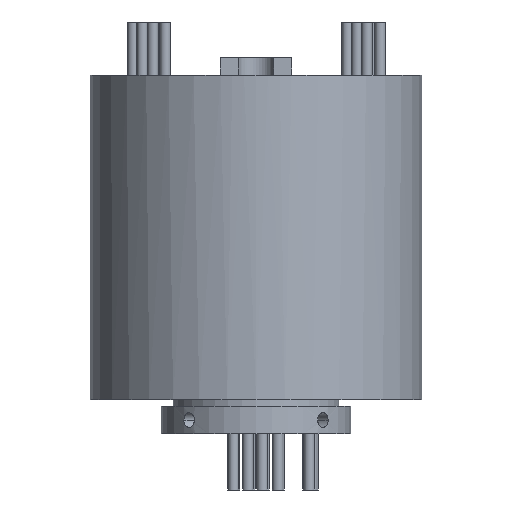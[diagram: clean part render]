
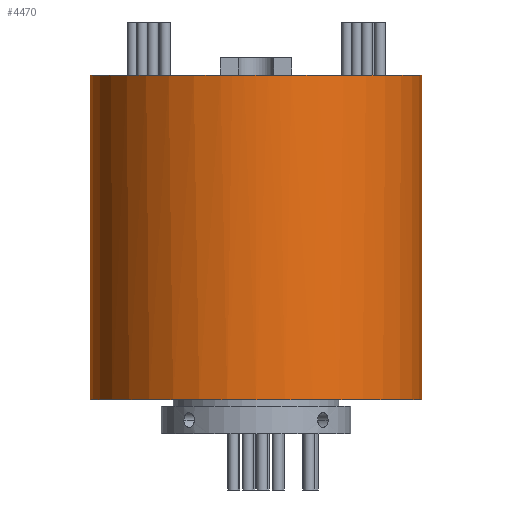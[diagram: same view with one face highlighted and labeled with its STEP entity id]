
A CAD part, front view. The second image highlights one B-rep face of the part: STEP entity #4470.
In plain terms, the highlighted cylindrical face has radius 28 mm (diameter 56 mm), a partial arc.
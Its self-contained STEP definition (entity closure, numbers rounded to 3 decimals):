
#36 = ORIENTED_EDGE ( 'NONE', *, *, #2310, .F. ) ;
#375 = CARTESIAN_POINT ( 'NONE',  ( 28., 0., 5.7 ) ) ;
#438 = CARTESIAN_POINT ( 'NONE',  ( -28., 0., 60.5 ) ) ;
#656 = DIRECTION ( 'NONE',  ( 0., 0., 1. ) ) ;
#747 = CYLINDRICAL_SURFACE ( 'NONE', #5888, 28. ) ;
#762 = CIRCLE ( 'NONE', #4229, 28. ) ;
#775 = EDGE_CURVE ( 'NONE', #5761, #6035, #762, .T. ) ;
#911 = ORIENTED_EDGE ( 'NONE', *, *, #5592, .F. ) ;
#1014 = DIRECTION ( 'NONE',  ( 0., 0., -1. ) ) ;
#1189 = VERTEX_POINT ( 'NONE', #3477 ) ;
#1293 = DIRECTION ( 'NONE',  ( 0., 0., 1. ) ) ;
#1589 = CARTESIAN_POINT ( 'NONE',  ( 0., 0., 60.5 ) ) ;
#1616 = DIRECTION ( 'NONE',  ( -1., 0., 0. ) ) ;
#1645 = DIRECTION ( 'NONE',  ( 0., 0., 1. ) ) ;
#1740 = VERTEX_POINT ( 'NONE', #375 ) ;
#1805 = AXIS2_PLACEMENT_3D ( 'NONE', #3606, #656, #4088 ) ;
#1841 = VERTEX_POINT ( 'NONE', #438 ) ;
#2176 = EDGE_LOOP ( 'NONE', ( #3320, #911, #4391, #36, #3000, #3258, #3828 ) ) ;
#2188 = CARTESIAN_POINT ( 'NONE',  ( 0., 0., 60.5 ) ) ;
#2310 = EDGE_CURVE ( 'NONE', #6329, #5761, #6303, .T. ) ;
#2477 = CARTESIAN_POINT ( 'NONE',  ( 0., 0., 60.5 ) ) ;
#2670 = DIRECTION ( 'NONE',  ( 1., 0., 0. ) ) ;
#2693 = CARTESIAN_POINT ( 'NONE',  ( 6., -27.35, 60.5 ) ) ;
#2957 = CARTESIAN_POINT ( 'NONE',  ( -28., 0., 60.5 ) ) ;
#2960 = DIRECTION ( 'NONE',  ( 1., 0., 0. ) ) ;
#3000 = ORIENTED_EDGE ( 'NONE', *, *, #3502, .F. ) ;
#3242 = DIRECTION ( 'NONE',  ( 0., 0., -1. ) ) ;
#3258 = ORIENTED_EDGE ( 'NONE', *, *, #3939, .T. ) ;
#3279 = VECTOR ( 'NONE', #3242, 1000. ) ;
#3320 = ORIENTED_EDGE ( 'NONE', *, *, #5586, .F. ) ;
#3355 = CIRCLE ( 'NONE', #5498, 28. ) ;
#3477 = CARTESIAN_POINT ( 'NONE',  ( 28., 0., 60.5 ) ) ;
#3502 = EDGE_CURVE ( 'NONE', #1841, #6329, #5871, .T. ) ;
#3606 = CARTESIAN_POINT ( 'NONE',  ( 0., 0., 60.5 ) ) ;
#3783 = VERTEX_POINT ( 'NONE', #6212 ) ;
#3816 = CARTESIAN_POINT ( 'NONE',  ( 0., -28., 60.5 ) ) ;
#3828 = ORIENTED_EDGE ( 'NONE', *, *, #5275, .T. ) ;
#3939 = EDGE_CURVE ( 'NONE', #1841, #3783, #6331, .T. ) ;
#4052 = DIRECTION ( 'NONE',  ( 0., 0., -1. ) ) ;
#4088 = DIRECTION ( 'NONE',  ( 1., 0., 0. ) ) ;
#4219 = CARTESIAN_POINT ( 'NONE',  ( 0., 0., 60.5 ) ) ;
#4229 = AXIS2_PLACEMENT_3D ( 'NONE', #2188, #5584, #2670 ) ;
#4276 = AXIS2_PLACEMENT_3D ( 'NONE', #4219, #1293, #4704 ) ;
#4391 = ORIENTED_EDGE ( 'NONE', *, *, #775, .F. ) ;
#4417 = LINE ( 'NONE', #6140, #3279 ) ;
#4470 = ADVANCED_FACE ( 'NONE', ( #5932 ), #747, .T. ) ;
#4555 = CARTESIAN_POINT ( 'NONE',  ( 0., 0., 5.7 ) ) ;
#4690 = AXIS2_PLACEMENT_3D ( 'NONE', #2477, #5861, #2960 ) ;
#4704 = DIRECTION ( 'NONE',  ( 1., 0., 0. ) ) ;
#5044 = VECTOR ( 'NONE', #1014, 1000. ) ;
#5054 = DIRECTION ( 'NONE',  ( 1., 0., 0. ) ) ;
#5275 = EDGE_CURVE ( 'NONE', #3783, #1740, #3355, .T. ) ;
#5498 = AXIS2_PLACEMENT_3D ( 'NONE', #4555, #1645, #5054 ) ;
#5584 = DIRECTION ( 'NONE',  ( 0., 0., 1. ) ) ;
#5586 = EDGE_CURVE ( 'NONE', #1189, #1740, #4417, .T. ) ;
#5592 = EDGE_CURVE ( 'NONE', #6035, #1189, #5692, .T. ) ;
#5692 = CIRCLE ( 'NONE', #4276, 28. ) ;
#5761 = VERTEX_POINT ( 'NONE', #3816 ) ;
#5861 = DIRECTION ( 'NONE',  ( 0., 0., 1. ) ) ;
#5871 = CIRCLE ( 'NONE', #1805, 28. ) ;
#5872 = CARTESIAN_POINT ( 'NONE',  ( -6., -27.35, 60.5 ) ) ;
#5888 = AXIS2_PLACEMENT_3D ( 'NONE', #1589, #4052, #1616 ) ;
#5932 = FACE_OUTER_BOUND ( 'NONE', #2176, .T. ) ;
#6035 = VERTEX_POINT ( 'NONE', #2693 ) ;
#6140 = CARTESIAN_POINT ( 'NONE',  ( 28., 0., 60.5 ) ) ;
#6212 = CARTESIAN_POINT ( 'NONE',  ( -28., 0., 5.7 ) ) ;
#6303 = CIRCLE ( 'NONE', #4690, 28. ) ;
#6329 = VERTEX_POINT ( 'NONE', #5872 ) ;
#6331 = LINE ( 'NONE', #2957, #5044 ) ;
